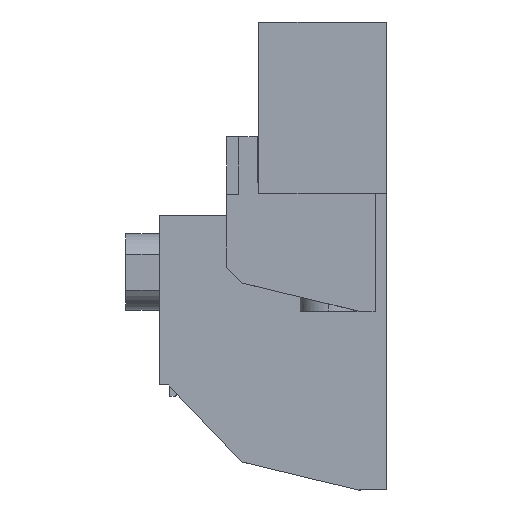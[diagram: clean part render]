
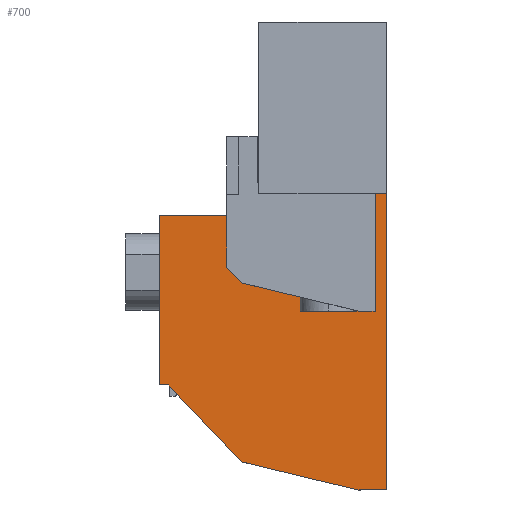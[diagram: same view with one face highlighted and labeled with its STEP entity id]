
A CAD part, left-side view. The second image highlights one B-rep face of the part: STEP entity #700.
In plain terms, the highlighted planar face has unit normal (-1, 0, 0).
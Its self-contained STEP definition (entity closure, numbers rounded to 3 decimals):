
#647=AXIS2_PLACEMENT_3D('Plane Axis2P3D',#644,#645,#646) ;
#180=CARTESIAN_POINT('Vertex',(7.62,0.,0.)) ;
#183=CARTESIAN_POINT('Line Origine',(7.62,1.25,0.)) ;
#187=CARTESIAN_POINT('Vertex',(7.62,2.5,0.)) ;
#316=CARTESIAN_POINT('Line Origine',(7.62,7.675,1.25)) ;
#320=CARTESIAN_POINT('Vertex',(7.62,12.85,2.5)) ;
#465=CARTESIAN_POINT('Vertex',(7.62,0.,27.93)) ;
#468=CARTESIAN_POINT('Line Origine',(7.62,0.,13.965)) ;
#644=CARTESIAN_POINT('Axis2P3D Location',(7.62,0.,41.45)) ;
#649=CARTESIAN_POINT('Line Origine',(7.62,5.65,27.93)) ;
#653=CARTESIAN_POINT('Vertex',(7.62,11.3,27.93)) ;
#656=CARTESIAN_POINT('Line Origine',(7.62,11.3,26.115)) ;
#660=CARTESIAN_POINT('Vertex',(7.62,11.3,24.3)) ;
#663=CARTESIAN_POINT('Line Origine',(7.62,15.7,24.3)) ;
#667=CARTESIAN_POINT('Vertex',(7.62,20.1,24.3)) ;
#670=CARTESIAN_POINT('Line Origine',(7.62,20.1,16.8)) ;
#674=CARTESIAN_POINT('Vertex',(7.62,20.1,9.3)) ;
#677=CARTESIAN_POINT('Line Origine',(7.62,19.7,9.3)) ;
#681=CARTESIAN_POINT('Vertex',(7.62,19.3,9.3)) ;
#684=CARTESIAN_POINT('Line Origine',(7.62,16.075,5.9)) ;
#184=DIRECTION('Vector Direction',(0.,-1.,0.)) ;
#317=DIRECTION('Vector Direction',(0.,-0.972,-0.235)) ;
#469=DIRECTION('Vector Direction',(0.,0.,-1.)) ;
#645=DIRECTION('Axis2P3D Direction',(1.,0.,0.)) ;
#646=DIRECTION('Axis2P3D XDirection',(0.,0.,-1.)) ;
#650=DIRECTION('Vector Direction',(0.,-1.,0.)) ;
#657=DIRECTION('Vector Direction',(0.,0.,-1.)) ;
#664=DIRECTION('Vector Direction',(0.,-1.,0.)) ;
#671=DIRECTION('Vector Direction',(0.,0.,-1.)) ;
#678=DIRECTION('Vector Direction',(0.,-1.,0.)) ;
#685=DIRECTION('Vector Direction',(0.,-0.688,-0.726)) ;
#185=VECTOR('Line Direction',#184,1.) ;
#318=VECTOR('Line Direction',#317,1.) ;
#470=VECTOR('Line Direction',#469,1.) ;
#651=VECTOR('Line Direction',#650,1.) ;
#658=VECTOR('Line Direction',#657,1.) ;
#665=VECTOR('Line Direction',#664,1.) ;
#672=VECTOR('Line Direction',#671,1.) ;
#679=VECTOR('Line Direction',#678,1.) ;
#686=VECTOR('Line Direction',#685,1.) ;
#690=ORIENTED_EDGE('',*,*,#655,.F.) ;
#691=ORIENTED_EDGE('',*,*,#662,.T.) ;
#692=ORIENTED_EDGE('',*,*,#669,.F.) ;
#693=ORIENTED_EDGE('',*,*,#676,.F.) ;
#694=ORIENTED_EDGE('',*,*,#683,.F.) ;
#695=ORIENTED_EDGE('',*,*,#688,.F.) ;
#696=ORIENTED_EDGE('',*,*,#322,.F.) ;
#697=ORIENTED_EDGE('',*,*,#189,.F.) ;
#698=ORIENTED_EDGE('',*,*,#472,.F.) ;
#700=ADVANCED_FACE('HOUSING',(#699),#648,.F.) ;
#189=EDGE_CURVE('',#181,#188,#186,.F.) ;
#322=EDGE_CURVE('',#188,#321,#319,.F.) ;
#472=EDGE_CURVE('',#466,#181,#471,.T.) ;
#655=EDGE_CURVE('',#654,#466,#652,.T.) ;
#662=EDGE_CURVE('',#654,#661,#659,.T.) ;
#669=EDGE_CURVE('',#668,#661,#666,.T.) ;
#676=EDGE_CURVE('',#675,#668,#673,.F.) ;
#683=EDGE_CURVE('',#682,#675,#680,.F.) ;
#688=EDGE_CURVE('',#321,#682,#687,.F.) ;
#689=EDGE_LOOP('',(#690,#691,#692,#693,#694,#695,#696,#697,#698)) ;
#699=FACE_OUTER_BOUND('',#689,.T.) ;
#186=LINE('Line',#183,#185) ;
#319=LINE('Line',#316,#318) ;
#471=LINE('Line',#468,#470) ;
#652=LINE('Line',#649,#651) ;
#659=LINE('Line',#656,#658) ;
#666=LINE('Line',#663,#665) ;
#673=LINE('Line',#670,#672) ;
#680=LINE('Line',#677,#679) ;
#687=LINE('Line',#684,#686) ;
#648=PLANE('',#647) ;
#181=VERTEX_POINT('',#180) ;
#188=VERTEX_POINT('',#187) ;
#321=VERTEX_POINT('',#320) ;
#466=VERTEX_POINT('',#465) ;
#654=VERTEX_POINT('',#653) ;
#661=VERTEX_POINT('',#660) ;
#668=VERTEX_POINT('',#667) ;
#675=VERTEX_POINT('',#674) ;
#682=VERTEX_POINT('',#681) ;
